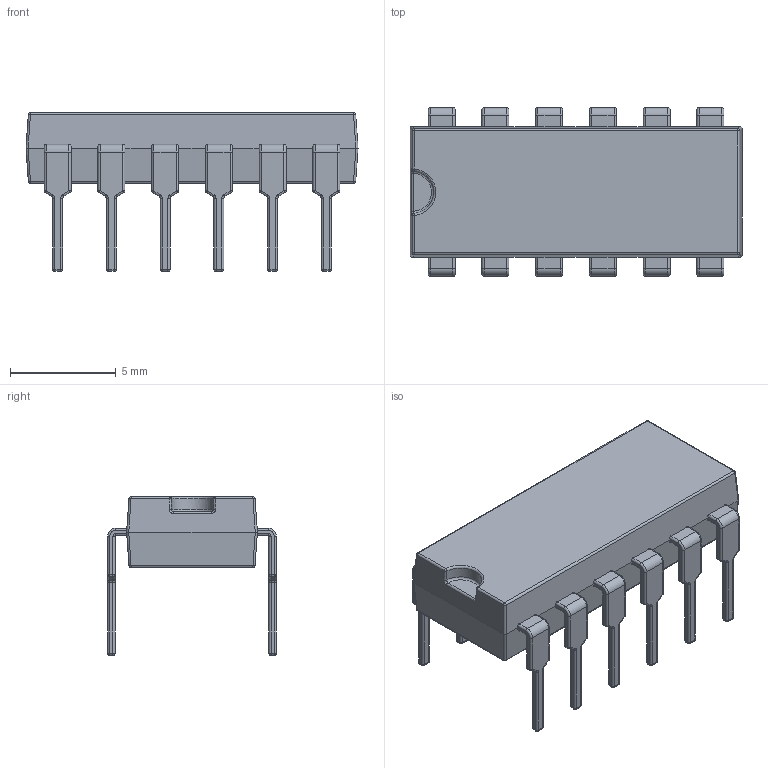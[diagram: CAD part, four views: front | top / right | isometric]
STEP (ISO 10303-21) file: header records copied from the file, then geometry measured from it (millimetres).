
FILE_DESCRIPTION(/* description */ (''),/* implementation_level */ '2;1');
FILE_NAME(/* name */ 'DIP-12 W7.62mm Package.STEP',/* time_stamp */ '2019-09-17T07:05:28+02:00',/* author */ ('PCB-Tech'),/* organization */ (''),/* preprocessor_version */ 'ST-DEVELOPER v17',/* originating_system */ 'Autodesk Inventor 2019',/* authorisation */ '');
FILE_SCHEMA (('AUTOMOTIVE_DESIGN { 1 0 10303 214 3 1 1 }'));
Length unit declared in the file: millimetre
Products named in the file (3): DIP-12 W7.62mm Package; DIP-12 W7.62; IC Beinchen
Assembly tree (13 placements, depth 2):
  DIP-12 W7.62mm Package
    IC Beinchen  x12
    DIP-12 W7.62
Bounding box: 15.69 x 7.97 x 7.5 mm (x, y, z)
Volume: 336.6 mm3; surface area: 575.3 mm2
Topology: 13 solids, 13 shells, 804 faces, 1812 edges, 1032 vertices
Faces by surface type: cylinder 379, plane 215, sphere 106, torus 98, bspline 6
Entity records: 6846 total; most frequent: CARTESIAN_POINT 1482, DIRECTION 1168, ORIENTED_EDGE 1068, EDGE_CURVE 534, AXIS2_PLACEMENT_3D 422, VERTEX_POINT 328, LINE 324, VECTOR 324
